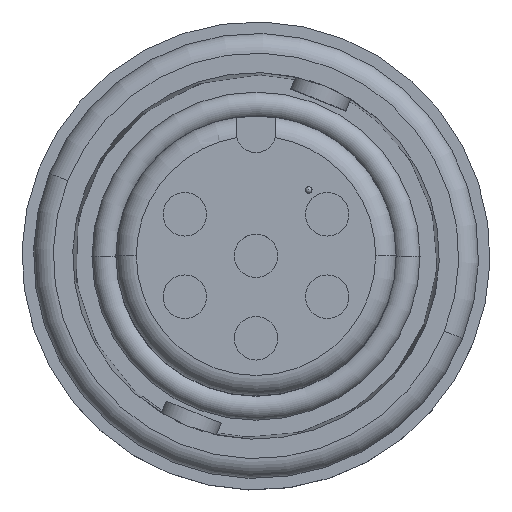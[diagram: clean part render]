
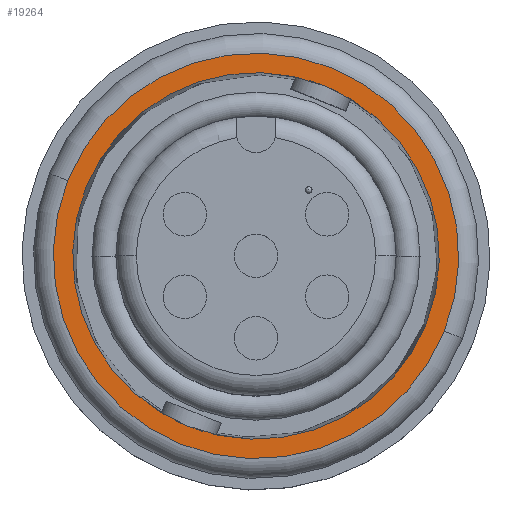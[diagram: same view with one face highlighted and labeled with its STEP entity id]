
A CAD part, top view. The second image highlights one B-rep face of the part: STEP entity #19264.
In plain terms, the highlighted planar face has unit normal (0, 0, 1).
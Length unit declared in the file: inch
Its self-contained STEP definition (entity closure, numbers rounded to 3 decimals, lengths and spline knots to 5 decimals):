
#442 = CIRCLE ( 'NONE', #7775, 0.3075 ) ;
#2165 = FACE_BOUND ( 'NONE', #14434, .T. ) ;
#2170 = FACE_OUTER_BOUND ( 'NONE', #14422, .T. ) ;
#2172 = AXIS2_PLACEMENT_3D ( 'NONE', #5669, #5670, #5671 ) ;
#5668 = PLANE ( 'NONE',  #2172 ) ;
#5669 = CARTESIAN_POINT ( 'NONE',  ( 0., 0., 0.251 ) ) ;
#5670 = DIRECTION ( 'NONE',  ( 0., 0., -1. ) ) ;
#5671 = DIRECTION ( 'NONE',  ( -0.928, 0.371, 0. ) ) ;
#7775 = AXIS2_PLACEMENT_3D ( 'NONE', #22032, #22033, #22034 ) ;
#13903 = AXIS2_PLACEMENT_3D ( 'NONE', #21343, #21344, #21345 ) ;
#13912 = AXIS2_PLACEMENT_3D ( 'NONE', #21370, #21371, #21372 ) ;
#13920 = AXIS2_PLACEMENT_3D ( 'NONE', #21434, #21435, #21436 ) ;
#13921 = AXIS2_PLACEMENT_3D ( 'NONE', #21454, #21455, #21456 ) ;
#14015 = VERTEX_POINT ( 'NONE', #20037 ) ;
#14159 = VERTEX_POINT ( 'NONE', #20087 ) ;
#14175 = VERTEX_POINT ( 'NONE', #20093 ) ;
#14190 = VERTEX_POINT ( 'NONE', #20100 ) ;
#14415 = VERTEX_POINT ( 'NONE', #20169 ) ;
#14422 = EDGE_LOOP ( 'NONE', ( #15824, #15839 ) ) ;
#14434 = EDGE_LOOP ( 'NONE', ( #15816, #15813, #15831 ) ) ;
#15813 = ORIENTED_EDGE ( 'NONE', *, *, #16113, .F. ) ;
#15816 = ORIENTED_EDGE ( 'NONE', *, *, #16131, .F. ) ;
#15824 = ORIENTED_EDGE ( 'NONE', *, *, #16290, .T. ) ;
#15831 = ORIENTED_EDGE ( 'NONE', *, *, #16128, .F. ) ;
#15839 = ORIENTED_EDGE ( 'NONE', *, *, #16104, .T. ) ;
#16104 = EDGE_CURVE ( 'NONE', #14175, #14415, #19853, .T. ) ;
#16113 = EDGE_CURVE ( 'NONE', #14015, #14190, #19859, .T. ) ;
#16128 = EDGE_CURVE ( 'NONE', #14159, #14015, #19863, .T. ) ;
#16131 = EDGE_CURVE ( 'NONE', #14190, #14159, #19864, .T. ) ;
#16290 = EDGE_CURVE ( 'NONE', #14415, #14175, #442, .T. ) ;
#19264 = ADVANCED_FACE ( 'NONE', ( #2165, #2170 ), #5668, .F. ) ;
#19853 = CIRCLE ( 'NONE', #13903, 0.3075 ) ;
#19859 = CIRCLE ( 'NONE', #13912, 0.278 ) ;
#19863 = CIRCLE ( 'NONE', #13920, 0.278 ) ;
#19864 = CIRCLE ( 'NONE', #13921, 0.278 ) ;
#20037 = CARTESIAN_POINT ( 'NONE',  ( 0.25812, -0.10324, 0.251 ) ) ;
#20087 = CARTESIAN_POINT ( 'NONE',  ( -0.10324, -0.25812, 0.251 ) ) ;
#20093 = CARTESIAN_POINT ( 'NONE',  ( 0.28551, -0.1142, 0.251 ) ) ;
#20100 = CARTESIAN_POINT ( 'NONE',  ( 0.10324, 0.25812, 0.251 ) ) ;
#20169 = CARTESIAN_POINT ( 'NONE',  ( -0.28551, 0.1142, 0.251 ) ) ;
#21343 = CARTESIAN_POINT ( 'NONE',  ( 0., 0., 0.251 ) ) ;
#21344 = DIRECTION ( 'NONE',  ( 0., 0., 1. ) ) ;
#21345 = DIRECTION ( 'NONE',  ( -0.928, 0.371, 0. ) ) ;
#21370 = CARTESIAN_POINT ( 'NONE',  ( 0., 0., 0.251 ) ) ;
#21371 = DIRECTION ( 'NONE',  ( 0., 0., 1. ) ) ;
#21372 = DIRECTION ( 'NONE',  ( 0.928, -0.371, 0. ) ) ;
#21434 = CARTESIAN_POINT ( 'NONE',  ( 0., 0., 0.251 ) ) ;
#21435 = DIRECTION ( 'NONE',  ( 0., 0., 1. ) ) ;
#21436 = DIRECTION ( 'NONE',  ( 0.928, -0.371, 0. ) ) ;
#21454 = CARTESIAN_POINT ( 'NONE',  ( 0., 0., 0.251 ) ) ;
#21455 = DIRECTION ( 'NONE',  ( 0., 0., 1. ) ) ;
#21456 = DIRECTION ( 'NONE',  ( 0.928, -0.371, 0. ) ) ;
#22032 = CARTESIAN_POINT ( 'NONE',  ( 0., 0., 0.251 ) ) ;
#22033 = DIRECTION ( 'NONE',  ( 0., 0., 1. ) ) ;
#22034 = DIRECTION ( 'NONE',  ( -0.928, 0.371, 0. ) ) ;
